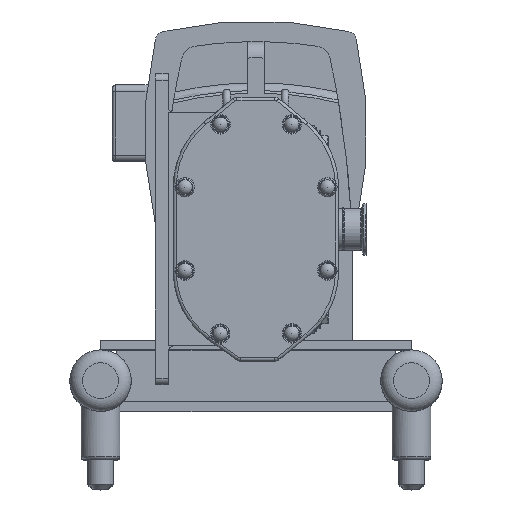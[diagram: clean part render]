
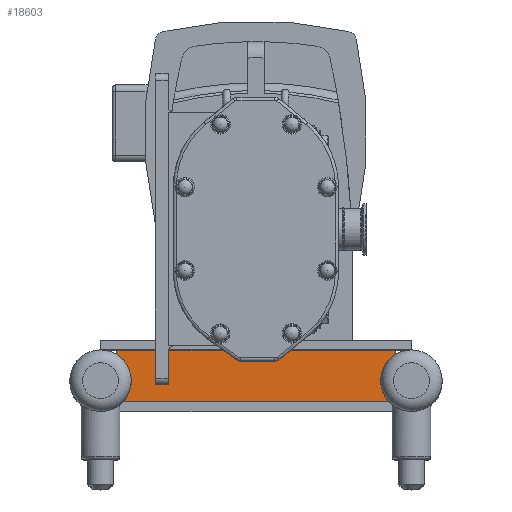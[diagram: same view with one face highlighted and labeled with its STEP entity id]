
A CAD part, top view. The second image highlights one B-rep face of the part: STEP entity #18603.
In plain terms, the highlighted planar face has unit normal (0, 0, 1).
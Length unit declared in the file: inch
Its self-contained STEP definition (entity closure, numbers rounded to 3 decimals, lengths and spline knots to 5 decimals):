
#1715=LINE('',#33650,#3089);
#1718=LINE('',#33658,#3092);
#1720=LINE('',#33662,#3094);
#1721=LINE('',#33664,#3095);
#3089=VECTOR('',#25735,0.3937);
#3092=VECTOR('',#25744,0.3937);
#3094=VECTOR('',#25748,0.3937);
#3095=VECTOR('',#25751,0.3937);
#3930=PLANE('',#20550);
#5286=FACE_OUTER_BOUND('',#6392,.T.);
#6392=EDGE_LOOP('',(#17186,#17187,#17188,#17189,#17190,#17191));
#7354=CIRCLE('',#20544,1.19);
#7355=CIRCLE('',#20547,1.19);
#9169=VERTEX_POINT('',#33642);
#9170=VERTEX_POINT('',#33644);
#9171=VERTEX_POINT('',#33648);
#9172=VERTEX_POINT('',#33652);
#9173=VERTEX_POINT('',#33656);
#9174=VERTEX_POINT('',#33660);
#11867=EDGE_CURVE('',#9170,#9169,#7354,.T.);
#11870=EDGE_CURVE('',#9169,#9171,#1715,.T.);
#11872=EDGE_CURVE('',#9171,#9172,#7355,.T.);
#11874=EDGE_CURVE('',#9172,#9173,#1718,.T.);
#11876=EDGE_CURVE('',#9174,#9170,#1720,.T.);
#11877=EDGE_CURVE('',#9173,#9174,#1721,.T.);
#17186=ORIENTED_EDGE('',*,*,#11877,.T.);
#17187=ORIENTED_EDGE('',*,*,#11876,.T.);
#17188=ORIENTED_EDGE('',*,*,#11867,.T.);
#17189=ORIENTED_EDGE('',*,*,#11870,.T.);
#17190=ORIENTED_EDGE('',*,*,#11872,.T.);
#17191=ORIENTED_EDGE('',*,*,#11874,.T.);
#18603=ADVANCED_FACE('',(#5286),#3930,.T.);
#20544=AXIS2_PLACEMENT_3D('',#33645,#25729,#25730);
#20547=AXIS2_PLACEMENT_3D('',#33654,#25739,#25740);
#20550=AXIS2_PLACEMENT_3D('',#33663,#25749,#25750);
#25729=DIRECTION('center_axis',(0.,0.,
-1.));
#25730=DIRECTION('ref_axis',(0.733,-0.681,0.));
#25735=DIRECTION('',(1.,0.,0.));
#25739=DIRECTION('center_axis',(0.,0.,
-1.));
#25740=DIRECTION('ref_axis',(-0.521,0.854,0.));
#25744=DIRECTION('',(0.,1.,0.));
#25748=DIRECTION('',(0.,-1.,0.));
#25749=DIRECTION('center_axis',(0.,0.,
1.));
#25750=DIRECTION('ref_axis',(1.,0.,0.));
#25751=DIRECTION('',(-1.,0.,0.));
#33642=CARTESIAN_POINT('',(-5.12322,-6.64775,-6.52));
#33644=CARTESIAN_POINT('',(-5.365,-4.8282,-6.52));
#33645=CARTESIAN_POINT('Origin',(-5.995,-5.83775,-6.52));
#33648=CARTESIAN_POINT('',(5.13322,-6.64775,-6.52));
#33650=CARTESIAN_POINT('',(5.13322,-6.64775,-6.52));
#33652=CARTESIAN_POINT('',(5.385,-4.82202,-6.52));
#33654=CARTESIAN_POINT('Origin',(6.005,-5.83775,-6.52));
#33656=CARTESIAN_POINT('',(5.385,-4.65025,-6.52));
#33658=CARTESIAN_POINT('',(5.385,-4.64775,-6.52));
#33660=CARTESIAN_POINT('',(-5.365,-4.65025,-6.52));
#33662=CARTESIAN_POINT('',(-5.365,-4.8282,-6.52));
#33663=CARTESIAN_POINT('Origin',(0.00784,-5.6209,
-6.52));
#33664=CARTESIAN_POINT('',(0.00642,-4.65025,-6.52));
